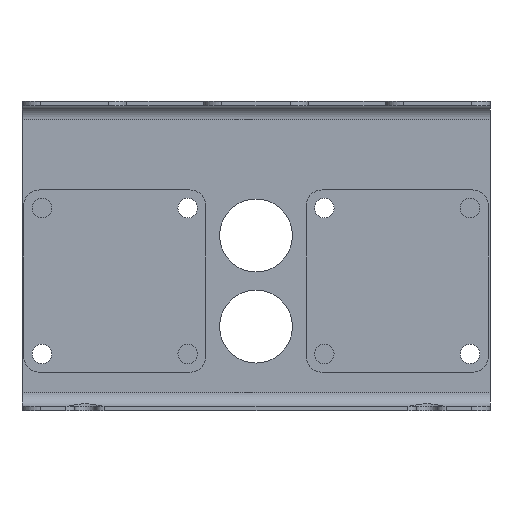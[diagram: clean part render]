
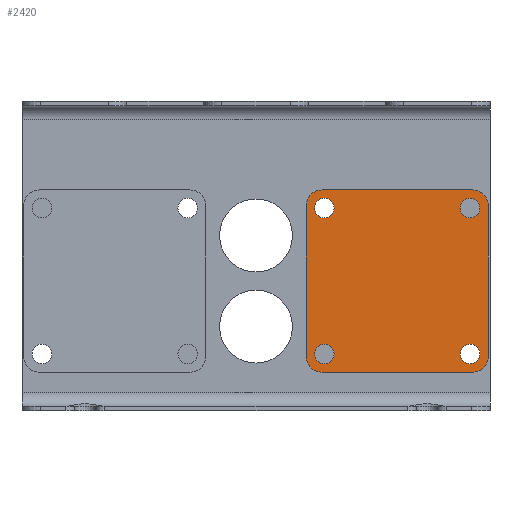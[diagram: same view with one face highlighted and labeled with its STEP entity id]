
A CAD part, front view. The second image highlights one B-rep face of the part: STEP entity #2420.
In plain terms, the highlighted planar face has unit normal (0, -1, 0).
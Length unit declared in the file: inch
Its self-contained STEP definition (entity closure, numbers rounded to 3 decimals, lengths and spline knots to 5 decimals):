
#23 = CARTESIAN_POINT ( 'NONE',  ( 0.43307, 5.1859, 1.73228 ) ) ;
#38 = CIRCLE ( 'NONE', #3850, 0.08465 ) ;
#103 = DIRECTION ( 'NONE',  ( -1., 0., 0. ) ) ;
#121 = VERTEX_POINT ( 'NONE', #2541 ) ;
#131 = ORIENTED_EDGE ( 'NONE', *, *, #1425, .T. ) ;
#137 = CARTESIAN_POINT ( 'NONE',  ( 1.85039, 5.1859, 0.45276 ) ) ;
#150 = CARTESIAN_POINT ( 'NONE',  ( 0.50591, 5.1859, 0.45276 ) ) ;
#155 = EDGE_CURVE ( 'NONE', #492, #252, #2462, .T. ) ;
#196 = CARTESIAN_POINT ( 'NONE',  ( 0.57087, 5.1859, 1.87008 ) ) ;
#220 = EDGE_CURVE ( 'NONE', #1071, #1277, #633, .T. ) ;
#221 = DIRECTION ( 'NONE',  ( 0., 1., 0. ) ) ;
#252 = VERTEX_POINT ( 'NONE', #1412 ) ;
#310 = FACE_BOUND ( 'NONE', #3044, .T. ) ;
#325 = ORIENTED_EDGE ( 'NONE', *, *, #3819, .T. ) ;
#335 = VECTOR ( 'NONE', #3564, 39.37008 ) ;
#388 = ORIENTED_EDGE ( 'NONE', *, *, #220, .T. ) ;
#425 = AXIS2_PLACEMENT_3D ( 'NONE', #2515, #2211, #3433 ) ;
#453 = CIRCLE ( 'NONE', #2862, 0.1378 ) ;
#469 = ORIENTED_EDGE ( 'NONE', *, *, #3633, .T. ) ;
#492 = VERTEX_POINT ( 'NONE', #2825 ) ;
#501 = ORIENTED_EDGE ( 'NONE', *, *, #3733, .T. ) ;
#532 = EDGE_CURVE ( 'NONE', #3388, #985, #2418, .T. ) ;
#575 = VERTEX_POINT ( 'NONE', #806 ) ;
#582 = CARTESIAN_POINT ( 'NONE',  ( 0.59055, 5.1859, 1.7126 ) ) ;
#588 = EDGE_CURVE ( 'NONE', #575, #2784, #1901, .T. ) ;
#633 = CIRCLE ( 'NONE', #3093, 0.08465 ) ;
#645 = CIRCLE ( 'NONE', #425, 0.08465 ) ;
#672 = CARTESIAN_POINT ( 'NONE',  ( 0.57087, 5.1859, 1.73228 ) ) ;
#674 = AXIS2_PLACEMENT_3D ( 'NONE', #672, #2745, #2774 ) ;
#703 = CARTESIAN_POINT ( 'NONE',  ( 1.76575, 5.1859, 1.7126 ) ) ;
#712 = DIRECTION ( 'NONE',  ( 0., -1., 0. ) ) ;
#754 = VERTEX_POINT ( 'NONE', #196 ) ;
#778 = DIRECTION ( 'NONE',  ( -1., 0., 0. ) ) ;
#806 = CARTESIAN_POINT ( 'NONE',  ( 1.76575, 5.1859, 0.45276 ) ) ;
#860 = EDGE_CURVE ( 'NONE', #3226, #3580, #3384, .T. ) ;
#905 = CARTESIAN_POINT ( 'NONE',  ( 1.22047, 5.1859, 1.87008 ) ) ;
#972 = CARTESIAN_POINT ( 'NONE',  ( 0.59055, 5.1859, 1.7126 ) ) ;
#985 = VERTEX_POINT ( 'NONE', #3371 ) ;
#989 = ORIENTED_EDGE ( 'NONE', *, *, #860, .T. ) ;
#998 = DIRECTION ( 'NONE',  ( -1., 0., 0. ) ) ;
#1065 = VECTOR ( 'NONE', #2740, 39.37008 ) ;
#1071 = VERTEX_POINT ( 'NONE', #703 ) ;
#1078 = CIRCLE ( 'NONE', #2414, 0.08465 ) ;
#1106 = DIRECTION ( 'NONE',  ( -1., 0., 0. ) ) ;
#1128 = FACE_BOUND ( 'NONE', #3011, .T. ) ;
#1138 = CARTESIAN_POINT ( 'NONE',  ( 1.87008, 5.1859, 1.87008 ) ) ;
#1180 = DIRECTION ( 'NONE',  ( 0., 0., -1. ) ) ;
#1202 = ORIENTED_EDGE ( 'NONE', *, *, #3273, .T. ) ;
#1214 = VERTEX_POINT ( 'NONE', #1395 ) ;
#1244 = CARTESIAN_POINT ( 'NONE',  ( 1.93504, 5.1859, 0.45276 ) ) ;
#1277 = VERTEX_POINT ( 'NONE', #2627 ) ;
#1319 = VERTEX_POINT ( 'NONE', #1138 ) ;
#1368 = DIRECTION ( 'NONE',  ( 1., 0., 0. ) ) ;
#1395 = CARTESIAN_POINT ( 'NONE',  ( 0.50591, 5.1859, 1.7126 ) ) ;
#1412 = CARTESIAN_POINT ( 'NONE',  ( 1.87008, 5.1859, 0.29528 ) ) ;
#1425 = EDGE_CURVE ( 'NONE', #1319, #754, #1466, .T. ) ;
#1435 = ORIENTED_EDGE ( 'NONE', *, *, #2279, .T. ) ;
#1465 = DIRECTION ( 'NONE',  ( -1., 0., 0. ) ) ;
#1466 = LINE ( 'NONE', #905, #1797 ) ;
#1484 = EDGE_CURVE ( 'NONE', #3580, #492, #3380, .T. ) ;
#1488 = DIRECTION ( 'NONE',  ( -1., 0., 0. ) ) ;
#1506 = DIRECTION ( 'NONE',  ( 0., 1., 0. ) ) ;
#1542 = EDGE_LOOP ( 'NONE', ( #3905, #1202 ) ) ;
#1551 = ORIENTED_EDGE ( 'NONE', *, *, #155, .T. ) ;
#1597 = DIRECTION ( 'NONE',  ( 0., 1., 0. ) ) ;
#1598 = CARTESIAN_POINT ( 'NONE',  ( 2.00787, 5.1859, 1.08268 ) ) ;
#1655 = ORIENTED_EDGE ( 'NONE', *, *, #588, .T. ) ;
#1682 = CARTESIAN_POINT ( 'NONE',  ( 1.85039, 5.1859, 1.7126 ) ) ;
#1691 = EDGE_CURVE ( 'NONE', #1277, #1071, #38, .T. ) ;
#1745 = CIRCLE ( 'NONE', #674, 0.1378 ) ;
#1775 = AXIS2_PLACEMENT_3D ( 'NONE', #3102, #712, #3672 ) ;
#1797 = VECTOR ( 'NONE', #1488, 39.37008 ) ;
#1811 = DIRECTION ( 'NONE',  ( -1., 0., 0. ) ) ;
#1859 = DIRECTION ( 'NONE',  ( 0., -1., 0. ) ) ;
#1901 = CIRCLE ( 'NONE', #2561, 0.08465 ) ;
#1912 = CARTESIAN_POINT ( 'NONE',  ( 1.87008, 5.1859, 1.73228 ) ) ;
#1924 = PLANE ( 'NONE',  #3825 ) ;
#1925 = FACE_BOUND ( 'NONE', #3313, .T. ) ;
#1962 = EDGE_CURVE ( 'NONE', #754, #3226, #1745, .T. ) ;
#2026 = CARTESIAN_POINT ( 'NONE',  ( 0.43307, 5.1859, 0.43307 ) ) ;
#2057 = LINE ( 'NONE', #1598, #1065 ) ;
#2145 = DIRECTION ( 'NONE',  ( 1., 0., 0. ) ) ;
#2159 = ORIENTED_EDGE ( 'NONE', *, *, #1691, .T. ) ;
#2211 = DIRECTION ( 'NONE',  ( 0., 1., 0. ) ) ;
#2217 = FACE_BOUND ( 'NONE', #1542, .T. ) ;
#2247 = DIRECTION ( 'NONE',  ( 1., 0., 0. ) ) ;
#2275 = DIRECTION ( 'NONE',  ( 0., 1., 0. ) ) ;
#2279 = EDGE_CURVE ( 'NONE', #2784, #575, #1078, .T. ) ;
#2284 = ORIENTED_EDGE ( 'NONE', *, *, #1962, .T. ) ;
#2326 = AXIS2_PLACEMENT_3D ( 'NONE', #1912, #3046, #2247 ) ;
#2327 = EDGE_CURVE ( 'NONE', #1214, #3056, #2442, .T. ) ;
#2414 = AXIS2_PLACEMENT_3D ( 'NONE', #3300, #1506, #1811 ) ;
#2418 = CIRCLE ( 'NONE', #3496, 0.08465 ) ;
#2420 = ADVANCED_FACE ( 'NONE', ( #3017, #1925, #2217, #1128, #310 ), #1924, .T. ) ;
#2442 = CIRCLE ( 'NONE', #2893, 0.08465 ) ;
#2462 = LINE ( 'NONE', #3540, #335 ) ;
#2469 = AXIS2_PLACEMENT_3D ( 'NONE', #582, #2981, #3619 ) ;
#2515 = CARTESIAN_POINT ( 'NONE',  ( 0.59055, 5.1859, 0.45276 ) ) ;
#2541 = CARTESIAN_POINT ( 'NONE',  ( 2.00787, 5.1859, 1.73228 ) ) ;
#2561 = AXIS2_PLACEMENT_3D ( 'NONE', #137, #2275, #778 ) ;
#2607 = DIRECTION ( 'NONE',  ( 0., 1., 0. ) ) ;
#2627 = CARTESIAN_POINT ( 'NONE',  ( 1.93504, 5.1859, 1.7126 ) ) ;
#2728 = EDGE_CURVE ( 'NONE', #252, #3851, #453, .T. ) ;
#2740 = DIRECTION ( 'NONE',  ( 0., 0., 1. ) ) ;
#2745 = DIRECTION ( 'NONE',  ( 0., -1., 0. ) ) ;
#2764 = ORIENTED_EDGE ( 'NONE', *, *, #1484, .T. ) ;
#2774 = DIRECTION ( 'NONE',  ( 1., 0., 0. ) ) ;
#2784 = VERTEX_POINT ( 'NONE', #1244 ) ;
#2825 = CARTESIAN_POINT ( 'NONE',  ( 0.57087, 5.1859, 0.29528 ) ) ;
#2857 = CIRCLE ( 'NONE', #2469, 0.08465 ) ;
#2862 = AXIS2_PLACEMENT_3D ( 'NONE', #3043, #1859, #2145 ) ;
#2893 = AXIS2_PLACEMENT_3D ( 'NONE', #972, #1597, #998 ) ;
#2946 = CARTESIAN_POINT ( 'NONE',  ( 1.85039, 5.1859, 1.7126 ) ) ;
#2981 = DIRECTION ( 'NONE',  ( 0., 1., 0. ) ) ;
#2996 = CARTESIAN_POINT ( 'NONE',  ( 0.43307, 5.1859, 1.08268 ) ) ;
#3011 = EDGE_LOOP ( 'NONE', ( #1655, #1435 ) ) ;
#3017 = FACE_OUTER_BOUND ( 'NONE', #3192, .T. ) ;
#3043 = CARTESIAN_POINT ( 'NONE',  ( 1.87008, 5.1859, 0.43307 ) ) ;
#3044 = EDGE_LOOP ( 'NONE', ( #3438, #469 ) ) ;
#3046 = DIRECTION ( 'NONE',  ( 0., -1., 0. ) ) ;
#3056 = VERTEX_POINT ( 'NONE', #3289 ) ;
#3062 = ORIENTED_EDGE ( 'NONE', *, *, #2728, .T. ) ;
#3093 = AXIS2_PLACEMENT_3D ( 'NONE', #2946, #2607, #1465 ) ;
#3102 = CARTESIAN_POINT ( 'NONE',  ( 0.57087, 5.1859, 0.43307 ) ) ;
#3121 = DIRECTION ( 'NONE',  ( 0., -1., 0. ) ) ;
#3192 = EDGE_LOOP ( 'NONE', ( #989, #2764, #1551, #3062, #501, #325, #131, #2284 ) ) ;
#3226 = VERTEX_POINT ( 'NONE', #23 ) ;
#3273 = EDGE_CURVE ( 'NONE', #985, #3388, #645, .T. ) ;
#3289 = CARTESIAN_POINT ( 'NONE',  ( 0.6752, 5.1859, 1.7126 ) ) ;
#3300 = CARTESIAN_POINT ( 'NONE',  ( 1.85039, 5.1859, 0.45276 ) ) ;
#3313 = EDGE_LOOP ( 'NONE', ( #388, #2159 ) ) ;
#3356 = CIRCLE ( 'NONE', #2326, 0.1378 ) ;
#3371 = CARTESIAN_POINT ( 'NONE',  ( 0.6752, 5.1859, 0.45276 ) ) ;
#3380 = CIRCLE ( 'NONE', #1775, 0.1378 ) ;
#3384 = LINE ( 'NONE', #2996, #3722 ) ;
#3388 = VERTEX_POINT ( 'NONE', #150 ) ;
#3390 = DIRECTION ( 'NONE',  ( 0., 1., 0. ) ) ;
#3421 = CARTESIAN_POINT ( 'NONE',  ( 0.59055, 5.1859, 0.45276 ) ) ;
#3428 = CARTESIAN_POINT ( 'NONE',  ( 1.22047, 5.1859, 1.08268 ) ) ;
#3433 = DIRECTION ( 'NONE',  ( -1., 0., 0. ) ) ;
#3438 = ORIENTED_EDGE ( 'NONE', *, *, #2327, .T. ) ;
#3496 = AXIS2_PLACEMENT_3D ( 'NONE', #3421, #3390, #103 ) ;
#3540 = CARTESIAN_POINT ( 'NONE',  ( 1.22047, 5.1859, 0.29528 ) ) ;
#3564 = DIRECTION ( 'NONE',  ( 1., 0., 0. ) ) ;
#3580 = VERTEX_POINT ( 'NONE', #2026 ) ;
#3619 = DIRECTION ( 'NONE',  ( -1., 0., 0. ) ) ;
#3633 = EDGE_CURVE ( 'NONE', #3056, #1214, #2857, .T. ) ;
#3672 = DIRECTION ( 'NONE',  ( 1., 0., 0. ) ) ;
#3722 = VECTOR ( 'NONE', #1180, 39.37008 ) ;
#3724 = CARTESIAN_POINT ( 'NONE',  ( 2.00787, 5.1859, 0.43307 ) ) ;
#3733 = EDGE_CURVE ( 'NONE', #3851, #121, #2057, .T. ) ;
#3819 = EDGE_CURVE ( 'NONE', #121, #1319, #3356, .T. ) ;
#3825 = AXIS2_PLACEMENT_3D ( 'NONE', #3428, #3121, #1368 ) ;
#3850 = AXIS2_PLACEMENT_3D ( 'NONE', #1682, #221, #1106 ) ;
#3851 = VERTEX_POINT ( 'NONE', #3724 ) ;
#3905 = ORIENTED_EDGE ( 'NONE', *, *, #532, .T. ) ;
